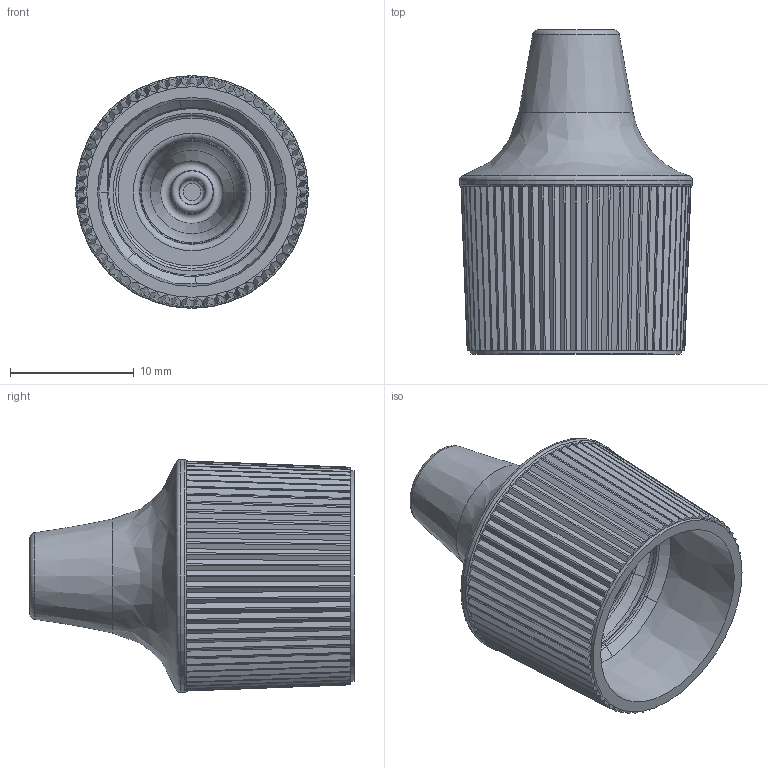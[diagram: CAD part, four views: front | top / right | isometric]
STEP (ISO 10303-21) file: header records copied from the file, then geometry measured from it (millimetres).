
FILE_DESCRIPTION(/* description */ (''),/* implementation_level */ '2;1');
FILE_NAME(/* name */ 'RANGER 15mm Cap Mold REV. 4142015-gmi-r311 v5.step',/* time_stamp */ '2024-12-05T15:21:22-05:00',/* author */ (''),/* organization */ (''),/* preprocessor_version */ 'ST-DEVELOPER v20',/* originating_system */ 'Autodesk Translation Framework v13.20.0.188',/* authorisation */ '');
FILE_SCHEMA (('AUTOMOTIVE_DESIGN { 1 0 10303 214 3 1 1 }'));
Length unit declared in the file: inch
Products named in the file (1): RANGER 15mm Cap Mold REV. 4142015-gmi-r311
Bounding box: 18.78 x 26.17 x 18.78 mm (x, y, z)
Volume: 1820.9 mm3; surface area: 2649.1 mm2
Topology: 1 solids, 65 shells, 678 faces, 1526 edges, 983 vertices
Faces by surface type: plane 456, bspline 130, cone 76, torus 11, cylinder 3, sphere 2
Full cylindrical faces by diameter (mm): 17 x1
Entity records: 23564 total; most frequent: CARTESIAN_POINT 9751, ORIENTED_EDGE 3052, DIRECTION 2351, EDGE_CURVE 1526, VERTEX_POINT 983, AXIS2_PLACEMENT_3D 813, LINE 725, VECTOR 725
